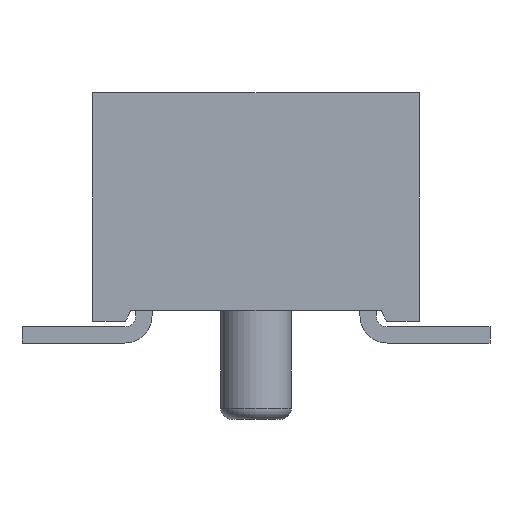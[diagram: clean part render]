
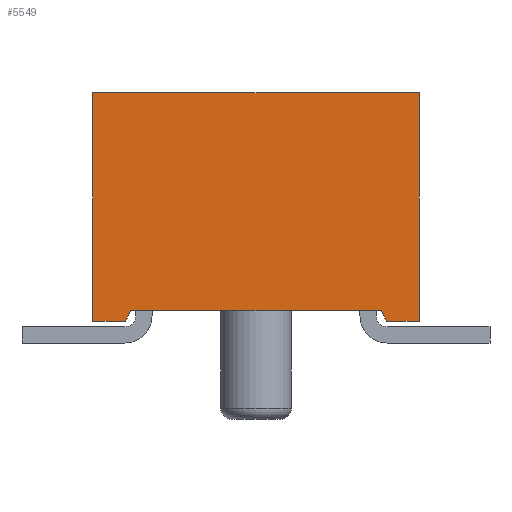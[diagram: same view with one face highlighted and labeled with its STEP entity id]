
A CAD part, left-side view. The second image highlights one B-rep face of the part: STEP entity #5549.
In plain terms, the highlighted planar face has unit normal (-1, 0, 0).
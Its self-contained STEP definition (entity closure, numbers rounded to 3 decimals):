
#529=PLANE('',#20192);
#1671=LINE('',#27327,#3633);
#1674=LINE('',#27335,#3636);
#1683=LINE('',#27352,#3645);
#1685=LINE('',#27356,#3647);
#1686=LINE('',#27357,#3648);
#1687=LINE('',#27359,#3649);
#1688=LINE('',#27361,#3650);
#1689=LINE('',#27363,#3651);
#3633=VECTOR('',#21944,1.);
#3636=VECTOR('',#21951,1.);
#3645=VECTOR('',#21964,1.);
#3647=VECTOR('',#21968,1.);
#3648=VECTOR('',#21969,1.);
#3649=VECTOR('',#21970,1.);
#3650=VECTOR('',#21971,1.);
#3651=VECTOR('',#21972,1.);
#5549=ADVANCED_FACE('',(#6682),#529,.F.);
#6682=FACE_OUTER_BOUND('',#7815,.T.);
#7815=EDGE_LOOP('',(#9045,#9046,#9047,#9048,#9049,#9050,#9051,#9052));
#9045=ORIENTED_EDGE('',*,*,#16686,.T.);
#9046=ORIENTED_EDGE('',*,*,#16697,.T.);
#9047=ORIENTED_EDGE('',*,*,#16682,.T.);
#9048=ORIENTED_EDGE('',*,*,#16698,.T.);
#9049=ORIENTED_EDGE('',*,*,#16699,.T.);
#9050=ORIENTED_EDGE('',*,*,#16700,.F.);
#9051=ORIENTED_EDGE('',*,*,#16701,.F.);
#9052=ORIENTED_EDGE('',*,*,#16695,.T.);
#14855=VERTEX_POINT('',#27326);
#14856=VERTEX_POINT('',#27328);
#14857=VERTEX_POINT('',#27333);
#14859=VERTEX_POINT('',#27336);
#14865=VERTEX_POINT('',#27353);
#14866=VERTEX_POINT('',#27358);
#14867=VERTEX_POINT('',#27360);
#14868=VERTEX_POINT('',#27362);
#16682=EDGE_CURVE('',#14856,#14855,#1671,.T.);
#16686=EDGE_CURVE('',#14859,#14857,#1674,.T.);
#16695=EDGE_CURVE('',#14865,#14859,#1683,.T.);
#16697=EDGE_CURVE('',#14857,#14856,#1685,.T.);
#16698=EDGE_CURVE('',#14855,#14866,#1686,.T.);
#16699=EDGE_CURVE('',#14866,#14867,#1687,.T.);
#16700=EDGE_CURVE('',#14868,#14867,#1688,.T.);
#16701=EDGE_CURVE('',#14865,#14868,#1689,.T.);
#20192=AXIS2_PLACEMENT_3D('',#27364,#21973,#21974);
#21944=DIRECTION('',(0.,-1.,0.));
#21951=DIRECTION('',(0.,-1.,0.));
#21964=DIRECTION('',(0.,0.,-1.));
#21968=DIRECTION('',(0.,-0.447,0.894));
#21969=DIRECTION('',(0.,-0.447,-0.894));
#21970=DIRECTION('',(0.,-1.,0.));
#21971=DIRECTION('',(0.,0.,-1.));
#21972=DIRECTION('',(0.,-1.,0.));
#21973=DIRECTION('',(1.,0.,0.));
#21974=DIRECTION('',(0.,0.,1.));
#27326=CARTESIAN_POINT('',(-2.596,-0.73,-0.5));
#27327=CARTESIAN_POINT('',(-2.596,1.57,-0.5));
#27328=CARTESIAN_POINT('',(-2.596,1.57,-0.5));
#27333=CARTESIAN_POINT('',(-2.596,1.62,-0.6));
#27335=CARTESIAN_POINT('',(-2.596,-1.08,-0.6));
#27336=CARTESIAN_POINT('',(-2.596,1.92,-0.6));
#27352=CARTESIAN_POINT('',(-2.596,1.92,1.5));
#27353=CARTESIAN_POINT('',(-2.596,1.92,1.5));
#27356=CARTESIAN_POINT('',(-2.596,1.57,-0.5));
#27357=CARTESIAN_POINT('',(-2.596,-0.73,-0.5));
#27358=CARTESIAN_POINT('',(-2.596,-0.78,-0.6));
#27359=CARTESIAN_POINT('',(-2.596,-1.08,-0.6));
#27360=CARTESIAN_POINT('',(-2.596,-1.08,-0.6));
#27361=CARTESIAN_POINT('',(-2.596,-1.08,1.5));
#27362=CARTESIAN_POINT('',(-2.596,-1.08,1.5));
#27363=CARTESIAN_POINT('',(-2.596,-1.08,1.5));
#27364=CARTESIAN_POINT('',(-2.596,-1.08,1.5));
